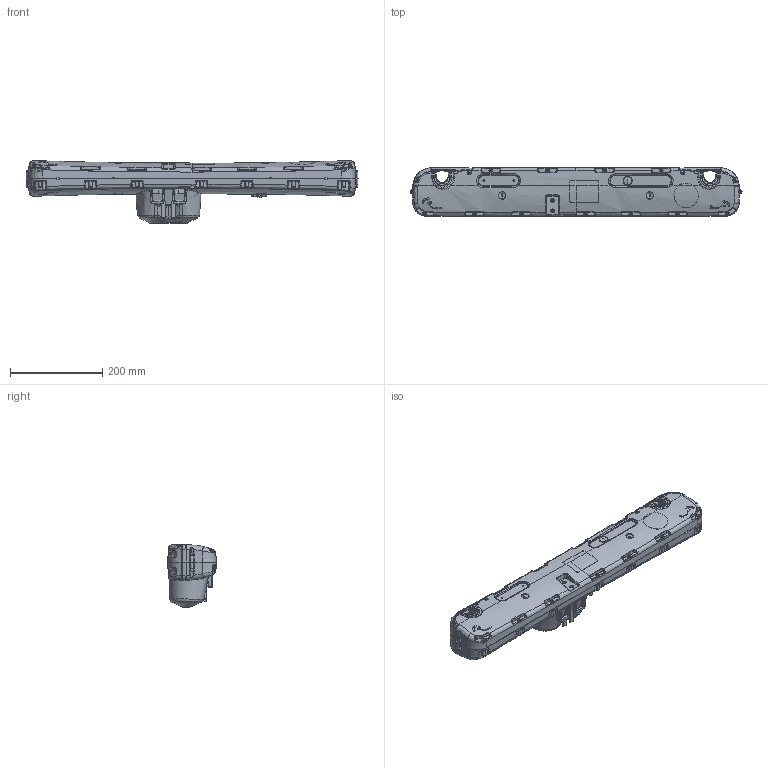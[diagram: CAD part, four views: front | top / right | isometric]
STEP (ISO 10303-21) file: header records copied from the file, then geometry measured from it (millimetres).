
FILE_DESCRIPTION (( 'STEP AP203' ), '1' );
FILE_NAME ('Okimat 4 IPS Motortopf kurz.STEP', '2017-02-06T05:35:20', ( 'admin' ), ( 'Hewlett-Packard Company' ), 'SwSTEP 2.0', 'SolidWorks 2016', '' );
FILE_SCHEMA (( 'CONFIG_CONTROL_DESIGN' ));
Length unit declared in the file: millimetre
Products named in the file (1): Okimat 4 IPS Motortopf kurz
Bounding box: 719.97 x 105 x 136.12 mm (x, y, z)
Volume: 4941917.6 mm3; surface area: 300526 mm2
Topology: 1 solids, 7 shells, 4431 faces, 11264 edges, 6827 vertices
Faces by surface type: bspline 2115, plane 1205, cylinder 943, cone 164, torus 2, sphere 2
Entity records: 210980 total; most frequent: CARTESIAN_POINT 123318, ORIENTED_EDGE 22396, DIRECTION 12436, EDGE_CURVE 11198, VERTEX_POINT 6827, B_SPLINE_CURVE_WITH_KNOTS 5198, EDGE_LOOP 4499, AXIS2_PLACEMENT_3D 4476
